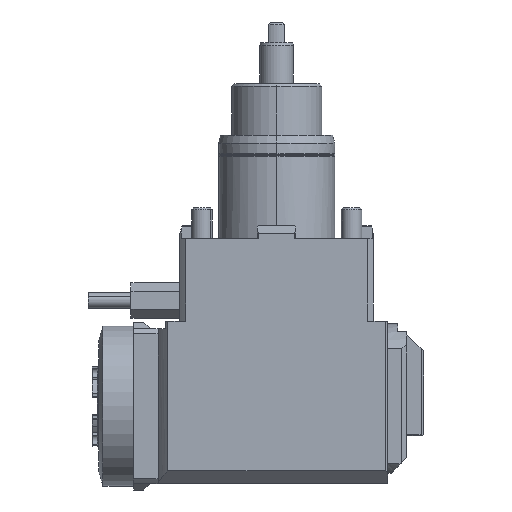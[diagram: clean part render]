
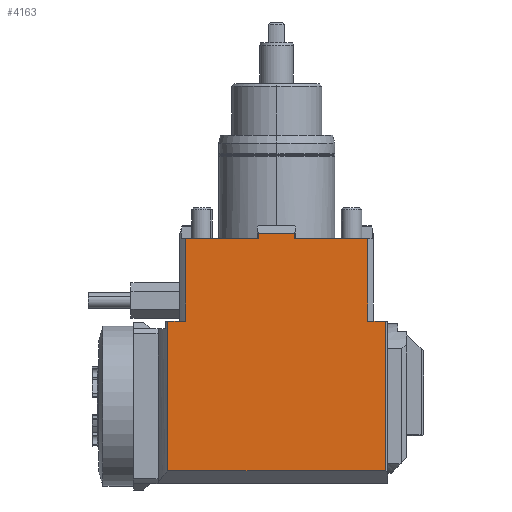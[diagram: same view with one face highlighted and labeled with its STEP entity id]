
A CAD part, front view. The second image highlights one B-rep face of the part: STEP entity #4163.
In plain terms, the highlighted planar face has unit normal (0, -1, 0).
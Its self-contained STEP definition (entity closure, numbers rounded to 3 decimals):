
#38=CARTESIAN_POINT('',(-7.,-37.5,0.));
#39=VERTEX_POINT('',#38);
#46=CARTESIAN_POINT('',(-7.,-37.5,2.));
#47=VERTEX_POINT('',#46);
#48=CARTESIAN_POINT('',(-7.,-37.5,0.));
#49=DIRECTION('',(-0.,0.,1.));
#50=VECTOR('',#49,2.);
#51=LINE('',#48,#50);
#52=EDGE_CURVE('',#39,#47,#51,.T.);
#3010=CARTESIAN_POINT('',(42.261,-37.5,-32.));
#3011=VERTEX_POINT('',#3010);
#3019=CARTESIAN_POINT('',(42.261,-37.5,-90.));
#3020=VERTEX_POINT('',#3019);
#3021=CARTESIAN_POINT('',(42.261,-37.5,-90.));
#3022=DIRECTION('',(0.,0.,1.));
#3023=VECTOR('',#3022,58.);
#3024=LINE('',#3021,#3023);
#3025=EDGE_CURVE('',#3020,#3011,#3024,.T.);
#3396=CARTESIAN_POINT('',(-42.261,-37.5,-32.));
#3397=VERTEX_POINT('',#3396);
#3415=CARTESIAN_POINT('',(-42.261,-37.5,-90.));
#3416=VERTEX_POINT('',#3415);
#3424=CARTESIAN_POINT('',(-42.261,-37.5,-32.));
#3425=DIRECTION('',(-0.,0.,-1.));
#3426=VECTOR('',#3425,58.);
#3427=LINE('',#3424,#3426);
#3428=EDGE_CURVE('',#3397,#3416,#3427,.T.);
#3470=CARTESIAN_POINT('',(35.299,-37.5,-32.));
#3471=VERTEX_POINT('',#3470);
#3479=CARTESIAN_POINT('',(42.261,-37.5,-32.));
#3480=DIRECTION('',(-1.,0.,0.));
#3481=VECTOR('',#3480,6.962);
#3482=LINE('',#3479,#3481);
#3483=EDGE_CURVE('',#3011,#3471,#3482,.T.);
#3496=CARTESIAN_POINT('',(-35.299,-37.5,-32.));
#3497=VERTEX_POINT('',#3496);
#3498=CARTESIAN_POINT('',(-35.299,-37.5,-32.));
#3499=DIRECTION('',(-1.,0.,0.));
#3500=VECTOR('',#3499,6.962);
#3501=LINE('',#3498,#3500);
#3502=EDGE_CURVE('',#3497,#3397,#3501,.T.);
#3732=CARTESIAN_POINT('',(35.299,-37.5,-0.));
#3733=VERTEX_POINT('',#3732);
#3734=CARTESIAN_POINT('',(35.299,-37.5,-32.));
#3735=DIRECTION('',(0.,-0.,1.));
#3736=VECTOR('',#3735,32.);
#3737=LINE('',#3734,#3736);
#3738=EDGE_CURVE('',#3471,#3733,#3737,.T.);
#3766=CARTESIAN_POINT('',(-35.299,-37.5,0.));
#3767=VERTEX_POINT('',#3766);
#3768=CARTESIAN_POINT('',(-35.299,-37.5,0.));
#3769=DIRECTION('',(0.,0.,-1.));
#3770=VECTOR('',#3769,32.);
#3771=LINE('',#3768,#3770);
#3772=EDGE_CURVE('',#3767,#3497,#3771,.T.);
#3939=CARTESIAN_POINT('',(-7.,-37.5,0.));
#3940=DIRECTION('',(-1.,0.,0.));
#3941=VECTOR('',#3940,28.299);
#3942=LINE('',#3939,#3941);
#3943=EDGE_CURVE('',#39,#3767,#3942,.T.);
#3977=CARTESIAN_POINT('',(7.,-37.5,-0.));
#3978=VERTEX_POINT('',#3977);
#3985=CARTESIAN_POINT('',(7.,-37.5,-0.));
#3986=DIRECTION('',(1.,0.,-0.));
#3987=VECTOR('',#3986,28.299);
#3988=LINE('',#3985,#3987);
#3989=EDGE_CURVE('',#3978,#3733,#3988,.T.);
#4127=CARTESIAN_POINT('',(43.,-37.5,-95.));
#4128=DIRECTION('',(-0.,-1.,0.));
#4129=DIRECTION('',(-0.,0.,-1.));
#4130=AXIS2_PLACEMENT_3D('',#4127,#4128,#4129);
#4131=PLANE('',#4130);
#4132=ORIENTED_EDGE('',*,*,#3943,.T.);
#4133=ORIENTED_EDGE('',*,*,#3772,.T.);
#4134=ORIENTED_EDGE('',*,*,#3502,.T.);
#4135=ORIENTED_EDGE('',*,*,#3428,.T.);
#4136=CARTESIAN_POINT('',(42.261,-37.5,-90.));
#4137=DIRECTION('',(-1.,0.,0.));
#4138=VECTOR('',#4137,84.522);
#4139=LINE('',#4136,#4138);
#4140=EDGE_CURVE('',#3020,#3416,#4139,.T.);
#4141=ORIENTED_EDGE('',*,*,#4140,.F.);
#4142=ORIENTED_EDGE('',*,*,#3025,.T.);
#4143=ORIENTED_EDGE('',*,*,#3483,.T.);
#4144=ORIENTED_EDGE('',*,*,#3738,.T.);
#4145=ORIENTED_EDGE('',*,*,#3989,.F.);
#4146=CARTESIAN_POINT('',(7.,-37.5,2.));
#4147=VERTEX_POINT('',#4146);
#4148=CARTESIAN_POINT('',(7.,-37.5,2.));
#4149=DIRECTION('',(0.,0.,-1.));
#4150=VECTOR('',#4149,2.);
#4151=LINE('',#4148,#4150);
#4152=EDGE_CURVE('',#4147,#3978,#4151,.T.);
#4153=ORIENTED_EDGE('',*,*,#4152,.F.);
#4154=CARTESIAN_POINT('',(-7.,-37.5,2.));
#4155=DIRECTION('',(1.,0.,-0.));
#4156=VECTOR('',#4155,14.);
#4157=LINE('',#4154,#4156);
#4158=EDGE_CURVE('',#47,#4147,#4157,.T.);
#4159=ORIENTED_EDGE('',*,*,#4158,.F.);
#4160=ORIENTED_EDGE('',*,*,#52,.F.);
#4161=EDGE_LOOP('',(#4132,#4133,#4134,#4135,#4141,#4142,#4143,#4144,#4145,#4153,#4159,#4160));
#4162=FACE_BOUND('',#4161,.T.);
#4163=ADVANCED_FACE('',(#4162),#4131,.T.);
